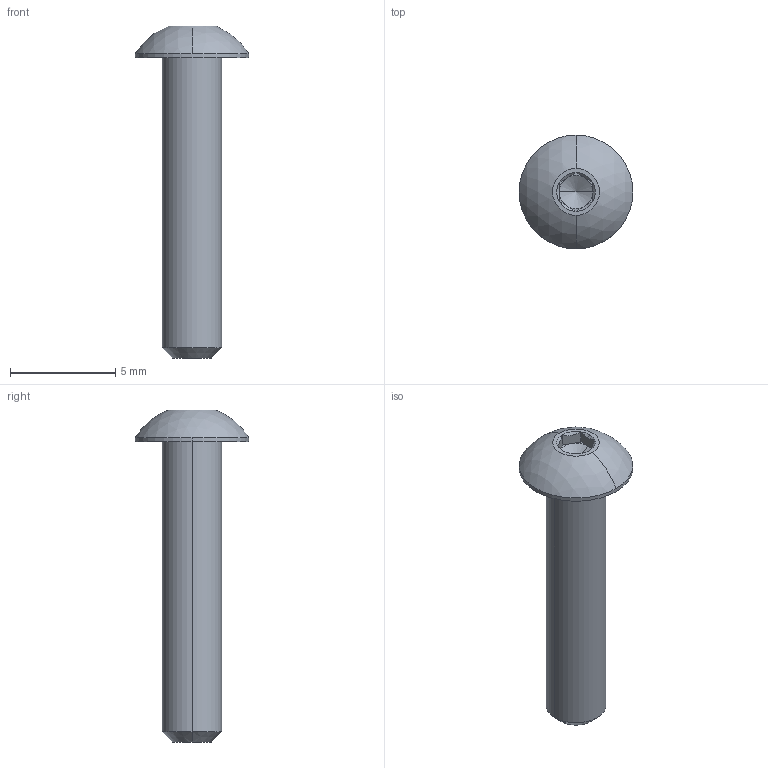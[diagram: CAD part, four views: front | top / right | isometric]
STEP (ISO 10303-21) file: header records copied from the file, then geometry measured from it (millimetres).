
FILE_DESCRIPTION (( 'STEP AP214' ), '1' );
FILE_NAME ('92949A811_18-8 Stainless Steel Button Head Hex Drive Screw.STEP', '2025-08-11T18:03:14', ( '' ), ( '' ), 'SwSTEP 2.0', 'SolidWorks 2024', '' );
FILE_SCHEMA (( 'AUTOMOTIVE_DESIGN' ));
Length unit declared in the file: inch
Products named in the file (1): 92949A811_18-8 Stainless Steel Button Head Hex Drive Screw_92949A811
Bounding box: 5.41 x 5.41 x 15.79 mm (x, y, z)
Volume: 111.3 mm3; surface area: 184.4 mm2
Topology: 1 solids, 1 shells, 34 faces, 69 edges, 37 vertices
Faces by surface type: plane 15, cone 13, cylinder 4, sphere 2
Entity records: 910 total; most frequent: CARTESIAN_POINT 178, DIRECTION 161, ORIENTED_EDGE 134, EDGE_CURVE 67, AXIS2_PLACEMENT_3D 66, VERTEX_POINT 37, EDGE_LOOP 36, FACE_OUTER_BOUND 34
